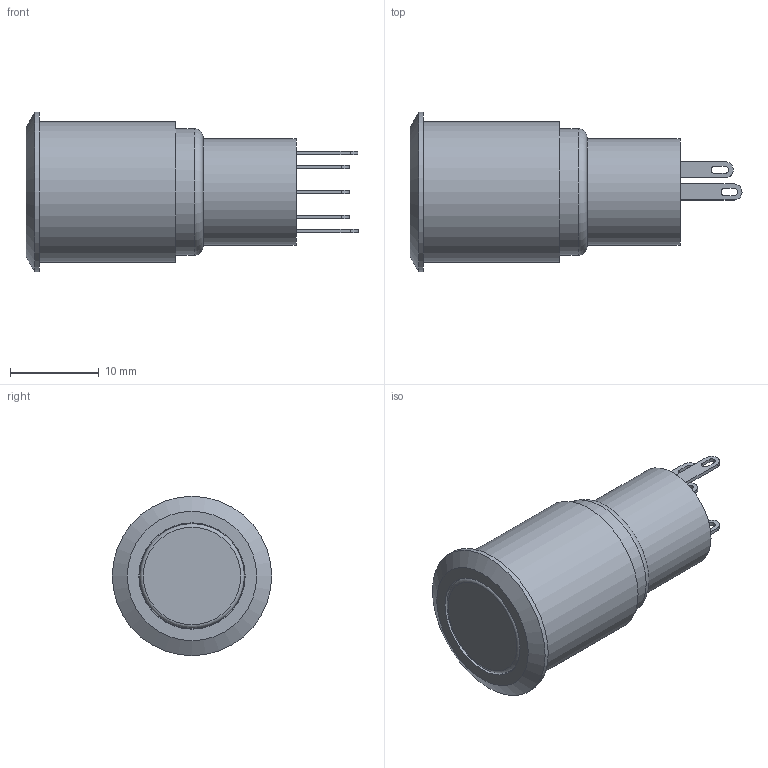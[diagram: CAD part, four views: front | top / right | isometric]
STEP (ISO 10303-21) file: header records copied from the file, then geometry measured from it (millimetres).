
FILE_DESCRIPTION((' '),'2;1');
FILE_NAME('PV3F2B0xx-2xx.stp','2017-08-01T10:59:33',(' '),(' '),' ','ACIS',' ');
FILE_SCHEMA(('CONFIG_CONTROL_DESIGN'));
Length unit declared in the file: inch
Products named in the file (3): PV3F2B0xx-2xx.stp; Body1; Body2
Assembly tree (2 placements, depth 2):
  PV3F2B0xx-2xx.stp
    Body1
    Body2
Bounding box: 37.5 x 18 x 18 mm (x, y, z)
Volume: 3733.7 mm3; surface area: 3484.9 mm2
Topology: 3 solids, 3 shells, 107 faces, 259 edges, 172 vertices
Faces by surface type: plane 78, cylinder 26, torus 2, cone 1
Full cylindrical faces by diameter (mm): 5 x1, 11.8 x1, 12 x2, 14.3 x1, 15.9 x1, 18 x1
Entity records: 3440 total; most frequent: CARTESIAN_POINT 525, DIRECTION 524, ORIENTED_EDGE 490, EDGE_CURVE 245, VECTOR 190, LINE 190, VERTEX_POINT 168, AXIS2_PLACEMENT_3D 167
